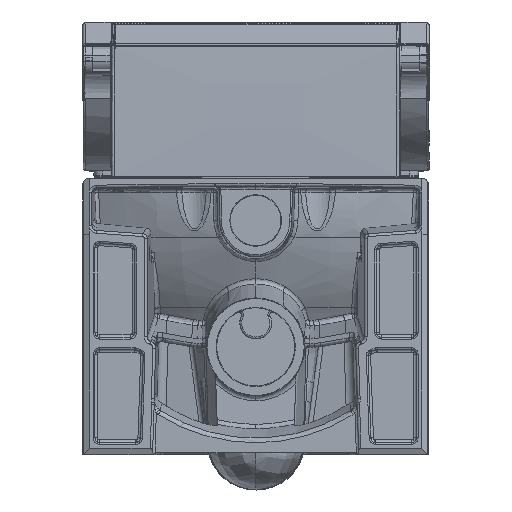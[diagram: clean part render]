
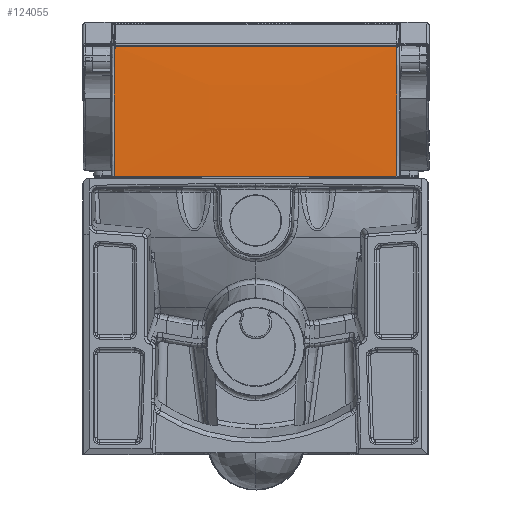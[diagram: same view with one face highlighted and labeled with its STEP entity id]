
A CAD part, left-side view. The second image highlights one B-rep face of the part: STEP entity #124055.
In plain terms, the highlighted free-form (B-spline) face has degree [3, 3] with [4, 4] control points.
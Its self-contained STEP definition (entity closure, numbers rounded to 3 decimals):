
#122288=CARTESIAN_POINT('',(150.919,0.,0.448));
#122289=VERTEX_POINT('',#122288);
#122312=CARTESIAN_POINT('',(150.95,139.407,5.274));
#122313=VERTEX_POINT('',#122312);
#122314=CARTESIAN_POINT('',(150.919,0.,0.448));
#122315=CARTESIAN_POINT('',(150.779,19.918,0.649));
#122316=CARTESIAN_POINT('',(150.557,66.399,1.49));
#122317=CARTESIAN_POINT('',(150.703,112.876,3.474));
#122318=CARTESIAN_POINT('',(150.95,139.407,5.274));
#122319=B_SPLINE_CURVE_WITH_KNOTS('',3,(#122314,#122315,#122316,#122317,#122318),.UNSPECIFIED.,.F.,.U.,(4,1,4),(-13.933,-7.962,0.0),.UNSPECIFIED.);
#122320=EDGE_CURVE('',#122289,#122313,#122319,.T.);
#122377=CARTESIAN_POINT('',(-150.79,139.407,5.274));
#122378=VERTEX_POINT('',#122377);
#122379=CARTESIAN_POINT('',(150.95,139.407,5.274));
#122380=CARTESIAN_POINT('',(50.37,139.407,5.274));
#122381=CARTESIAN_POINT('',(-50.21,139.407,5.274));
#122382=CARTESIAN_POINT('',(-150.79,139.407,5.274));
#122383=B_SPLINE_CURVE_WITH_KNOTS('',3,(#122379,#122380,#122381,#122382),.UNSPECIFIED.,.F.,.U.,(4,4),(-30.472,-0.298),.UNSPECIFIED.);
#122384=EDGE_CURVE('',#122313,#122378,#122383,.T.);
#122443=CARTESIAN_POINT('',(-151.019,0.,0.448));
#122444=VERTEX_POINT('',#122443);
#122492=CARTESIAN_POINT('',(-150.79,139.407,5.274));
#122493=CARTESIAN_POINT('',(-150.837,133.803,4.894));
#122494=CARTESIAN_POINT('',(-150.93,121.35,4.118));
#122495=CARTESIAN_POINT('',(-151.035,101.939,3.116));
#122496=CARTESIAN_POINT('',(-151.103,81.407,2.262));
#122497=CARTESIAN_POINT('',(-151.149,47.522,1.145));
#122498=CARTESIAN_POINT('',(-151.096,20.357,0.653));
#122499=CARTESIAN_POINT('',(-151.019,0.,0.448));
#122500=B_SPLINE_CURVE_WITH_KNOTS('',3,(#122492,#122493,#122494,#122495,#122496,#122497,#122498,#122499),.UNSPECIFIED.,.F.,.U.,(4,1,1,1,1,4),(-13.879,-12.201,-10.167,-8.133,-6.099,0.004),.UNSPECIFIED.);
#122501=EDGE_CURVE('',#122378,#122444,#122500,.T.);
#124023=CARTESIAN_POINT('',(-151.019,0.0,0.448));
#124024=DIRECTION('',(1.,0.0,0.));
#124025=VECTOR('',#124024,301.938);
#124026=LINE('',#124023,#124025);
#124027=EDGE_CURVE('',#122444,#122289,#124026,.T.);
#124032=CARTESIAN_POINT('',(-151.033,0.0,0.448));
#124033=CARTESIAN_POINT('',(-50.381,0.0,0.448));
#124034=CARTESIAN_POINT('',(50.271,0.0,0.448));
#124035=CARTESIAN_POINT('',(150.923,0.0,0.448));
#124036=CARTESIAN_POINT('',(-151.236,53.479,0.988));
#124037=CARTESIAN_POINT('',(-50.642,53.479,0.988));
#124038=CARTESIAN_POINT('',(49.953,53.479,0.988));
#124039=CARTESIAN_POINT('',(150.548,53.479,0.988));
#124040=CARTESIAN_POINT('',(-151.155,99.948,2.597));
#124041=CARTESIAN_POINT('',(-50.582,99.948,2.597));
#124042=CARTESIAN_POINT('',(49.991,99.948,2.597));
#124043=CARTESIAN_POINT('',(150.564,99.948,2.597));
#124044=CARTESIAN_POINT('',(-150.79,139.407,5.274));
#124045=CARTESIAN_POINT('',(-50.202,139.407,5.274));
#124046=CARTESIAN_POINT('',(50.385,139.407,5.274));
#124047=CARTESIAN_POINT('',(150.973,139.407,5.274));
#124048=B_SPLINE_SURFACE_WITH_KNOTS('',3,3,((#124032,#124036,#124040,#124044),(#124033,#124037,#124041,#124045),(#124034,#124038,#124042,#124046),(#124035,#124039,#124043,#124047)),.UNSPECIFIED.,.F.,.F.,.U.,(4,4),(4,4),(0.01,0.99),(0.0,0.987),.UNSPECIFIED.);
#124049=ORIENTED_EDGE('',*,*,#122320,.F.);
#124050=ORIENTED_EDGE('',*,*,#124027,.F.);
#124051=ORIENTED_EDGE('',*,*,#122501,.F.);
#124052=ORIENTED_EDGE('',*,*,#122384,.F.);
#124053=EDGE_LOOP('',(#124049,#124050,#124051,#124052));
#124054=FACE_OUTER_BOUND('',#124053,.T.);
#124055=ADVANCED_FACE('',(#124054),#124048,.F.);
